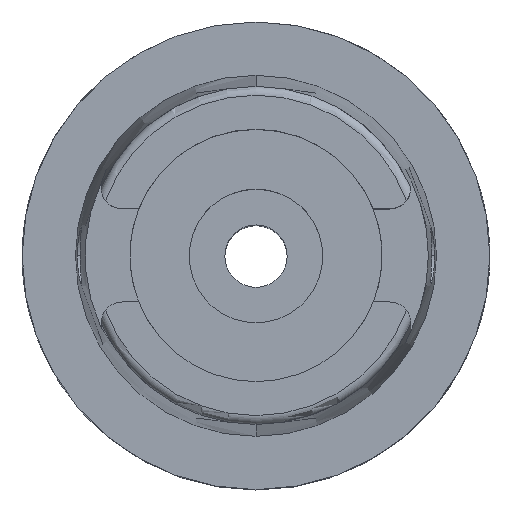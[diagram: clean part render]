
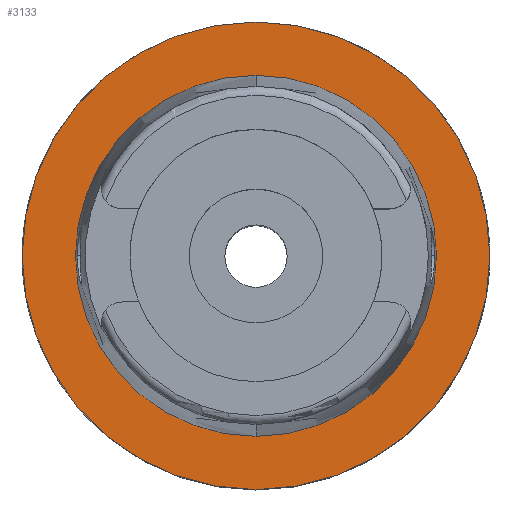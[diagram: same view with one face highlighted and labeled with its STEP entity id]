
A CAD part, top view. The second image highlights one B-rep face of the part: STEP entity #3133.
In plain terms, the highlighted planar face has unit normal (0, 0, 1).
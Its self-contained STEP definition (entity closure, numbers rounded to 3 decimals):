
#640=CARTESIAN_POINT('',(0.,0.,0.));
#641=DIRECTION('',(0.,0.,-1.));
#642=DIRECTION('',(0.,-1.,0.));
#643=AXIS2_PLACEMENT_3D('',#640,#641,#642);
#648=CARTESIAN_POINT('',(0.,0.,0.));
#649=DIRECTION('',(0.,0.,-1.));
#650=DIRECTION('',(0.,1.,0.));
#651=AXIS2_PLACEMENT_3D('',#648,#649,#650);
#656=CARTESIAN_POINT('',(0.,0.,0.));
#657=DIRECTION('',(0.,0.,1.));
#658=DIRECTION('',(0.,-1.,0.));
#659=AXIS2_PLACEMENT_3D('',#656,#657,#658);
#664=CARTESIAN_POINT('',(0.,0.,0.));
#665=DIRECTION('',(0.,0.,1.));
#666=DIRECTION('',(0.,1.,0.));
#667=AXIS2_PLACEMENT_3D('',#664,#665,#666);
#2475=CARTESIAN_POINT('',(0.,-24.315,0.));
#2476=VERTEX_POINT('',#2475);
#2477=CARTESIAN_POINT('',(0.,24.315,0.));
#2478=VERTEX_POINT('',#2477);
#2485=CARTESIAN_POINT('',(0.,-31.5,0.));
#2486=CARTESIAN_POINT('',(0.,31.5,0.));
#2487=VERTEX_POINT('',#2485);
#2488=VERTEX_POINT('',#2486);
#3118=CARTESIAN_POINT('',(0.,0.,0.));
#3119=DIRECTION('',(0.,0.,-1.));
#3120=DIRECTION('',(0.,-1.,0.));
#3121=AXIS2_PLACEMENT_3D('',#3118,#3119,#3120);
#3122=PLANE('',#3121);
#3124=ORIENTED_EDGE('',*,*,#3123,.T.);
#3126=ORIENTED_EDGE('',*,*,#3125,.T.);
#3127=EDGE_LOOP('',(#3124,#3126));
#3128=FACE_OUTER_BOUND('',#3127,.F.);
#3129=ORIENTED_EDGE('',*,*,#2993,.T.);
#3130=ORIENTED_EDGE('',*,*,#3092,.T.);
#3131=EDGE_LOOP('',(#3129,#3130));
#3132=FACE_BOUND('',#3131,.F.);
#644=CIRCLE('',#643,31.5);
#652=CIRCLE('',#651,31.5);
#660=CIRCLE('',#659,24.315);
#668=CIRCLE('',#667,24.315);
#2993=EDGE_CURVE('',#2476,#2478,#660,.T.);
#3092=EDGE_CURVE('',#2478,#2476,#668,.T.);
#3123=EDGE_CURVE('',#2487,#2488,#644,.T.);
#3125=EDGE_CURVE('',#2488,#2487,#652,.T.);
#3133=ADVANCED_FACE('',(#3128,#3132),#3122,.F.);
